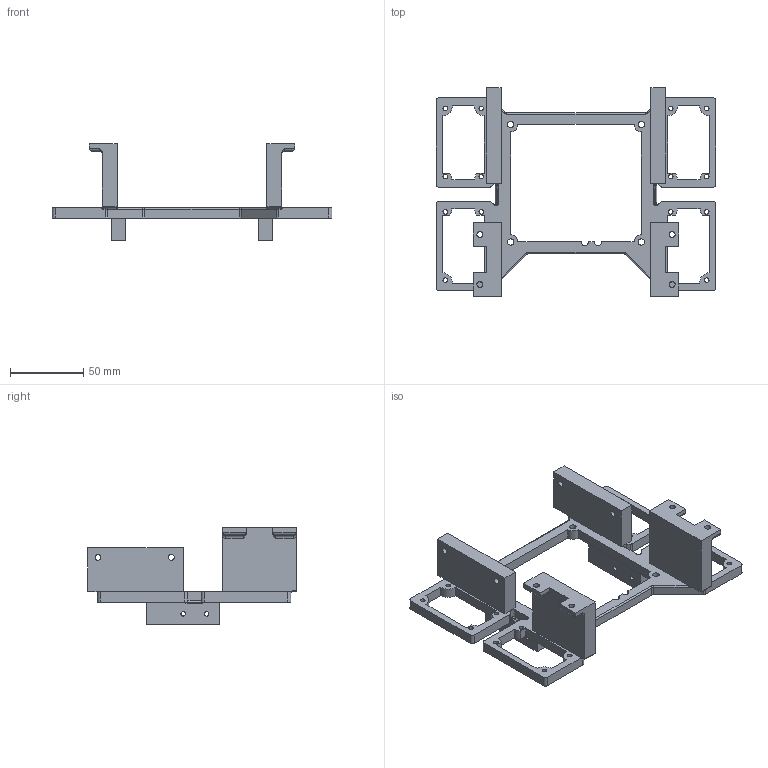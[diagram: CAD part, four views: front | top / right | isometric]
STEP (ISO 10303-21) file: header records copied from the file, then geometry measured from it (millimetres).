
FILE_DESCRIPTION(/* description */ (''),/* implementation_level */ '2;1');
FILE_NAME(/* name */ 'uMule-podstawa_elektronika-x1.stp',/* time_stamp */ '2024-10-29T19:15:37+01:00',/* author */ ('owozn'),/* organization */ (''),/* preprocessor_version */ 'ST-DEVELOPER v20',/* originating_system */ 'Autodesk Inventor 2024',/* authorisation */ '');
FILE_SCHEMA (('AUTOMOTIVE_DESIGN { 1 0 10303 214 3 1 1 }'));
Length unit declared in the file: millimetre
Products named in the file (1): uMule-podstawa_elektronika
Bounding box: 190.5 x 142 x 65.5 mm (x, y, z)
Volume: 157310.7 mm3; surface area: 56407 mm2
Topology: 1 solids, 1 shells, 270 faces, 768 edges, 518 vertices
Faces by surface type: cylinder 124, plane 108, bspline 20, torus 18
Full cylindrical faces by diameter (mm): 3.1 x20, 4 x8, 4.3 x4
Entity records: 9553 total; most frequent: CARTESIAN_POINT 2339, ORIENTED_EDGE 1488, DIRECTION 1476, EDGE_CURVE 744, AXIS2_PLACEMENT_3D 527, VERTEX_POINT 476, LINE 422, VECTOR 422
